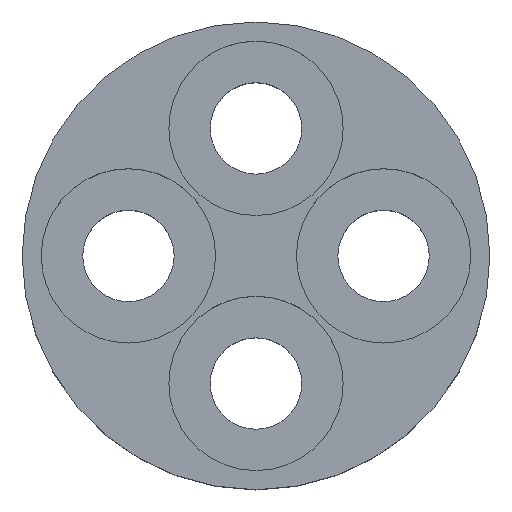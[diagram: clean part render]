
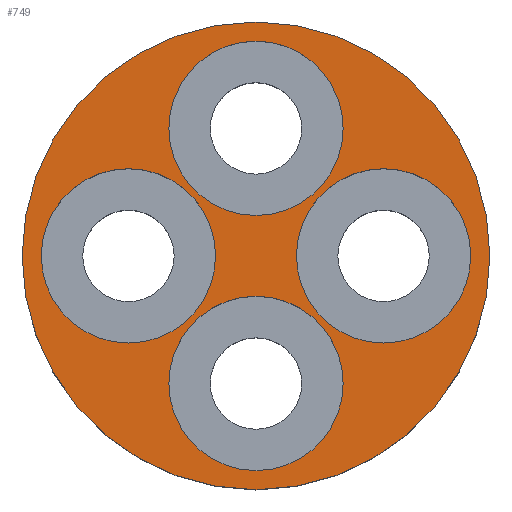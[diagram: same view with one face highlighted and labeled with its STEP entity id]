
A CAD part, top view. The second image highlights one B-rep face of the part: STEP entity #749.
In plain terms, the highlighted planar face has unit normal (0, 0, 1).
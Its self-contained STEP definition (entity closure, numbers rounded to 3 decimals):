
#7 = CIRCLE ( 'NONE', #208, 4.1 ) ;
#8 = CIRCLE ( 'NONE', #410, 4.1 ) ;
#20 = AXIS2_PLACEMENT_3D ( 'NONE', #335, #567, #26 ) ;
#26 = DIRECTION ( 'NONE',  ( 1., 0., 0. ) ) ;
#38 = EDGE_LOOP ( 'NONE', ( #143, #665 ) ) ;
#47 = CIRCLE ( 'NONE', #494, 4.1 ) ;
#54 = DIRECTION ( 'NONE',  ( 0., 0., 1. ) ) ;
#64 = ORIENTED_EDGE ( 'NONE', *, *, #328, .T. ) ;
#70 = CARTESIAN_POINT ( 'NONE',  ( 10.1, 0., 7. ) ) ;
#80 = EDGE_LOOP ( 'NONE', ( #463, #185 ) ) ;
#87 = CIRCLE ( 'NONE', #621, 4.1 ) ;
#94 = CARTESIAN_POINT ( 'NONE',  ( 0., 6., 7. ) ) ;
#106 = VERTEX_POINT ( 'NONE', #265 ) ;
#108 = CARTESIAN_POINT ( 'NONE',  ( -10.1, 0., 7. ) ) ;
#123 = ORIENTED_EDGE ( 'NONE', *, *, #339, .F. ) ;
#135 = CARTESIAN_POINT ( 'NONE',  ( 0., -6., 7. ) ) ;
#136 = FACE_OUTER_BOUND ( 'NONE', #600, .T. ) ;
#142 = CARTESIAN_POINT ( 'NONE',  ( 0., 0., 7. ) ) ;
#143 = ORIENTED_EDGE ( 'NONE', *, *, #299, .F. ) ;
#149 = CARTESIAN_POINT ( 'NONE',  ( -1.9, 0., 7. ) ) ;
#185 = ORIENTED_EDGE ( 'NONE', *, *, #466, .F. ) ;
#187 = VERTEX_POINT ( 'NONE', #638 ) ;
#199 = CIRCLE ( 'NONE', #539, 4.1 ) ;
#204 = EDGE_CURVE ( 'NONE', #370, #547, #7, .T. ) ;
#207 = DIRECTION ( 'NONE',  ( 1., 0., 0. ) ) ;
#208 = AXIS2_PLACEMENT_3D ( 'NONE', #349, #581, #521 ) ;
#223 = CIRCLE ( 'NONE', #675, 11. ) ;
#236 = CARTESIAN_POINT ( 'NONE',  ( 6., 0., 7. ) ) ;
#238 = AXIS2_PLACEMENT_3D ( 'NONE', #142, #377, #692 ) ;
#240 = DIRECTION ( 'NONE',  ( 0., 0., 1. ) ) ;
#241 = VERTEX_POINT ( 'NONE', #418 ) ;
#246 = VERTEX_POINT ( 'NONE', #108 ) ;
#247 = DIRECTION ( 'NONE',  ( 0., 0., 1. ) ) ;
#255 = FACE_BOUND ( 'NONE', #80, .T. ) ;
#265 = CARTESIAN_POINT ( 'NONE',  ( 4.1, 6., 7. ) ) ;
#287 = VERTEX_POINT ( 'NONE', #485 ) ;
#288 = AXIS2_PLACEMENT_3D ( 'NONE', #296, #541, #425 ) ;
#296 = CARTESIAN_POINT ( 'NONE',  ( 0., -6., 7. ) ) ;
#299 = EDGE_CURVE ( 'NONE', #547, #370, #199, .T. ) ;
#303 = CIRCLE ( 'NONE', #578, 4.1 ) ;
#320 = DIRECTION ( 'NONE',  ( 0., 0., 1. ) ) ;
#328 = EDGE_CURVE ( 'NONE', #187, #241, #223, .T. ) ;
#335 = CARTESIAN_POINT ( 'NONE',  ( 0., 0., 7. ) ) ;
#339 = EDGE_CURVE ( 'NONE', #778, #580, #628, .T. ) ;
#349 = CARTESIAN_POINT ( 'NONE',  ( 6., 0., 7. ) ) ;
#363 = ORIENTED_EDGE ( 'NONE', *, *, #510, .F. ) ;
#365 = DIRECTION ( 'NONE',  ( 1., 0., 0. ) ) ;
#370 = VERTEX_POINT ( 'NONE', #373 ) ;
#373 = CARTESIAN_POINT ( 'NONE',  ( 1.9, 0., 7. ) ) ;
#377 = DIRECTION ( 'NONE',  ( 0., 0., 1. ) ) ;
#382 = FACE_BOUND ( 'NONE', #401, .T. ) ;
#401 = EDGE_LOOP ( 'NONE', ( #593, #123 ) ) ;
#410 = AXIS2_PLACEMENT_3D ( 'NONE', #135, #444, #686 ) ;
#416 = DIRECTION ( 'NONE',  ( 0., 0., 1. ) ) ;
#418 = CARTESIAN_POINT ( 'NONE',  ( 11., 0., 7. ) ) ;
#419 = DIRECTION ( 'NONE',  ( 1., 0., 0. ) ) ;
#423 = AXIS2_PLACEMENT_3D ( 'NONE', #94, #247, #756 ) ;
#425 = DIRECTION ( 'NONE',  ( 1., 0., 0. ) ) ;
#442 = FACE_BOUND ( 'NONE', #742, .T. ) ;
#444 = DIRECTION ( 'NONE',  ( 0., 0., 1. ) ) ;
#463 = ORIENTED_EDGE ( 'NONE', *, *, #669, .F. ) ;
#466 = EDGE_CURVE ( 'NONE', #246, #537, #47, .T. ) ;
#475 = EDGE_CURVE ( 'NONE', #287, #106, #87, .T. ) ;
#485 = CARTESIAN_POINT ( 'NONE',  ( -4.1, 6., 7. ) ) ;
#494 = AXIS2_PLACEMENT_3D ( 'NONE', #538, #240, #772 ) ;
#510 = EDGE_CURVE ( 'NONE', #106, #287, #577, .T. ) ;
#521 = DIRECTION ( 'NONE',  ( 1., 0., 0. ) ) ;
#533 = CARTESIAN_POINT ( 'NONE',  ( 0., 0., 7. ) ) ;
#537 = VERTEX_POINT ( 'NONE', #149 ) ;
#538 = CARTESIAN_POINT ( 'NONE',  ( -6., 0., 7. ) ) ;
#539 = AXIS2_PLACEMENT_3D ( 'NONE', #236, #588, #791 ) ;
#541 = DIRECTION ( 'NONE',  ( 0., 0., 1. ) ) ;
#543 = CARTESIAN_POINT ( 'NONE',  ( 0., 6., 7. ) ) ;
#547 = VERTEX_POINT ( 'NONE', #70 ) ;
#567 = DIRECTION ( 'NONE',  ( 0., 0., 1. ) ) ;
#577 = CIRCLE ( 'NONE', #423, 4.1 ) ;
#578 = AXIS2_PLACEMENT_3D ( 'NONE', #719, #416, #419 ) ;
#579 = EDGE_CURVE ( 'NONE', #580, #778, #8, .T. ) ;
#580 = VERTEX_POINT ( 'NONE', #630 ) ;
#581 = DIRECTION ( 'NONE',  ( 0., 0., 1. ) ) ;
#585 = EDGE_CURVE ( 'NONE', #241, #187, #660, .T. ) ;
#588 = DIRECTION ( 'NONE',  ( 0., 0., 1. ) ) ;
#593 = ORIENTED_EDGE ( 'NONE', *, *, #579, .F. ) ;
#600 = EDGE_LOOP ( 'NONE', ( #64, #771 ) ) ;
#621 = AXIS2_PLACEMENT_3D ( 'NONE', #543, #320, #207 ) ;
#628 = CIRCLE ( 'NONE', #288, 4.1 ) ;
#630 = CARTESIAN_POINT ( 'NONE',  ( 4.1, -6., 7. ) ) ;
#638 = CARTESIAN_POINT ( 'NONE',  ( -11., 0., 7. ) ) ;
#660 = CIRCLE ( 'NONE', #20, 11. ) ;
#665 = ORIENTED_EDGE ( 'NONE', *, *, #204, .F. ) ;
#669 = EDGE_CURVE ( 'NONE', #537, #246, #303, .T. ) ;
#675 = AXIS2_PLACEMENT_3D ( 'NONE', #533, #54, #365 ) ;
#684 = CARTESIAN_POINT ( 'NONE',  ( -4.1, -6., 7. ) ) ;
#686 = DIRECTION ( 'NONE',  ( 1., 0., 0. ) ) ;
#689 = FACE_BOUND ( 'NONE', #38, .T. ) ;
#692 = DIRECTION ( 'NONE',  ( 1., 0., 0. ) ) ;
#719 = CARTESIAN_POINT ( 'NONE',  ( -6., 0., 7. ) ) ;
#725 = ORIENTED_EDGE ( 'NONE', *, *, #475, .F. ) ;
#736 = PLANE ( 'NONE',  #238 ) ;
#742 = EDGE_LOOP ( 'NONE', ( #363, #725 ) ) ;
#749 = ADVANCED_FACE ( 'NONE', ( #382, #689, #255, #442, #136 ), #736, .T. ) ;
#756 = DIRECTION ( 'NONE',  ( 1., 0., 0. ) ) ;
#771 = ORIENTED_EDGE ( 'NONE', *, *, #585, .T. ) ;
#772 = DIRECTION ( 'NONE',  ( 1., 0., 0. ) ) ;
#778 = VERTEX_POINT ( 'NONE', #684 ) ;
#791 = DIRECTION ( 'NONE',  ( 1., 0., 0. ) ) ;
